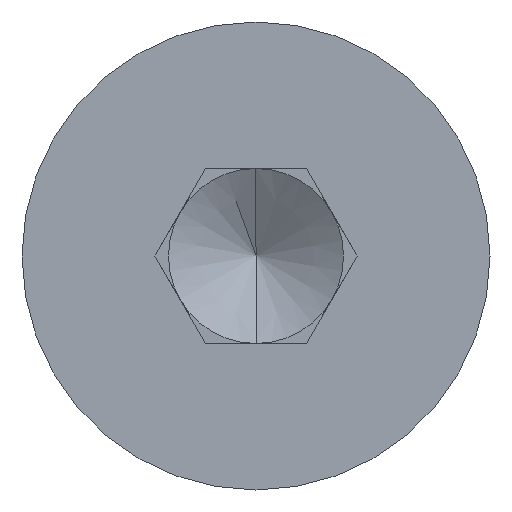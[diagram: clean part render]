
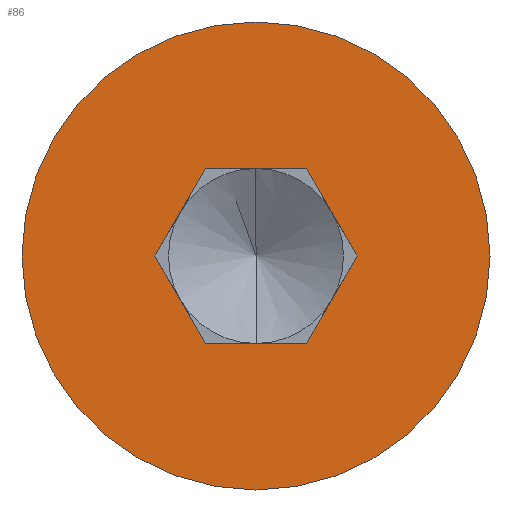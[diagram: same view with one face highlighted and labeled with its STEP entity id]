
A CAD part, left-side view. The second image highlights one B-rep face of the part: STEP entity #86.
In plain terms, the highlighted planar face has unit normal (-1, 0, 0).
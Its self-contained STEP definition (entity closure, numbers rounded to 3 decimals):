
#16 = AXIS2_PLACEMENT_3D ( 'NONE', #378, #487, #111 ) ;
#67 = DIRECTION ( 'NONE',  ( 0., 1., 0. ) ) ;
#78 = CARTESIAN_POINT ( 'NONE',  ( 0., -0.577, -1. ) ) ;
#79 = AXIS2_PLACEMENT_3D ( 'NONE', #318, #272, #160 ) ;
#84 = ORIENTED_EDGE ( 'NONE', *, *, #259, .T. ) ;
#86 = ADVANCED_FACE ( 'NONE', ( #240, #445 ), #454, .T. ) ;
#104 = CARTESIAN_POINT ( 'NONE',  ( 0., -0.577, 1. ) ) ;
#111 = DIRECTION ( 'NONE',  ( 0., 0., 1. ) ) ;
#121 = CARTESIAN_POINT ( 'NONE',  ( 0., 0.577, 1. ) ) ;
#135 = VERTEX_POINT ( 'NONE', #78 ) ;
#137 = DIRECTION ( 'NONE',  ( 0., 0., 1. ) ) ;
#150 = LINE ( 'NONE', #366, #598 ) ;
#154 = CARTESIAN_POINT ( 'NONE',  ( 0., 0.577, 1. ) ) ;
#155 = EDGE_LOOP ( 'NONE', ( #84, #316, #293, #635, #342, #650 ) ) ;
#160 = DIRECTION ( 'NONE',  ( 0., 0., 1. ) ) ;
#167 = DIRECTION ( 'NONE',  ( 0., -0.5, -0.866 ) ) ;
#170 = LINE ( 'NONE', #478, #278 ) ;
#183 = DIRECTION ( 'NONE',  ( -1., 0., 0. ) ) ;
#184 = VECTOR ( 'NONE', #167, 1000. ) ;
#195 = EDGE_CURVE ( 'NONE', #589, #261, #150, .T. ) ;
#209 = CARTESIAN_POINT ( 'NONE',  ( 0., -0.577, 1. ) ) ;
#217 = DIRECTION ( 'NONE',  ( 0., 0.5, -0.866 ) ) ;
#220 = LINE ( 'NONE', #433, #572 ) ;
#223 = DIRECTION ( 'NONE',  ( 0., -1., 0. ) ) ;
#236 = CIRCLE ( 'NONE', #16, 2.675 ) ;
#240 = FACE_OUTER_BOUND ( 'NONE', #534, .T. ) ;
#246 = EDGE_CURVE ( 'NONE', #577, #135, #170, .T. ) ;
#259 = EDGE_CURVE ( 'NONE', #301, #577, #652, .T. ) ;
#261 = VERTEX_POINT ( 'NONE', #376 ) ;
#268 = CARTESIAN_POINT ( 'NONE',  ( 0., 0.577, -1. ) ) ;
#272 = DIRECTION ( 'NONE',  ( -1., 0., 0. ) ) ;
#274 = CARTESIAN_POINT ( 'NONE',  ( 0., 0., 2.675 ) ) ;
#278 = VECTOR ( 'NONE', #217, 1000. ) ;
#293 = ORIENTED_EDGE ( 'NONE', *, *, #496, .T. ) ;
#297 = CIRCLE ( 'NONE', #79, 2.675 ) ;
#300 = EDGE_CURVE ( 'NONE', #642, #670, #297, .T. ) ;
#301 = VERTEX_POINT ( 'NONE', #209 ) ;
#304 = VERTEX_POINT ( 'NONE', #154 ) ;
#316 = ORIENTED_EDGE ( 'NONE', *, *, #246, .T. ) ;
#318 = CARTESIAN_POINT ( 'NONE',  ( 0., 0., 0. ) ) ;
#341 = CARTESIAN_POINT ( 'NONE',  ( 0., -0.577, -1. ) ) ;
#342 = ORIENTED_EDGE ( 'NONE', *, *, #343, .T. ) ;
#343 = EDGE_CURVE ( 'NONE', #261, #304, #220, .T. ) ;
#359 = CARTESIAN_POINT ( 'NONE',  ( 0., -1.155, 0. ) ) ;
#366 = CARTESIAN_POINT ( 'NONE',  ( 0., 0.577, -1. ) ) ;
#376 = CARTESIAN_POINT ( 'NONE',  ( 0., 1.155, 0. ) ) ;
#378 = CARTESIAN_POINT ( 'NONE',  ( 0., 0., 0. ) ) ;
#433 = CARTESIAN_POINT ( 'NONE',  ( 0., 1.155, 0. ) ) ;
#445 = FACE_BOUND ( 'NONE', #155, .T. ) ;
#454 = PLANE ( 'NONE',  #668 ) ;
#462 = DIRECTION ( 'NONE',  ( 0., 0.5, 0.866 ) ) ;
#478 = CARTESIAN_POINT ( 'NONE',  ( 0., -1.155, 0. ) ) ;
#487 = DIRECTION ( 'NONE',  ( -1., 0., 0. ) ) ;
#492 = VECTOR ( 'NONE', #67, 1000. ) ;
#496 = EDGE_CURVE ( 'NONE', #135, #589, #665, .T. ) ;
#534 = EDGE_LOOP ( 'NONE', ( #619, #566 ) ) ;
#566 = ORIENTED_EDGE ( 'NONE', *, *, #300, .T. ) ;
#572 = VECTOR ( 'NONE', #657, 1000. ) ;
#577 = VERTEX_POINT ( 'NONE', #359 ) ;
#589 = VERTEX_POINT ( 'NONE', #268 ) ;
#598 = VECTOR ( 'NONE', #462, 1000. ) ;
#602 = CARTESIAN_POINT ( 'NONE',  ( 0., 0., -2.675 ) ) ;
#619 = ORIENTED_EDGE ( 'NONE', *, *, #663, .T. ) ;
#622 = VECTOR ( 'NONE', #223, 1000. ) ;
#635 = ORIENTED_EDGE ( 'NONE', *, *, #195, .T. ) ;
#642 = VERTEX_POINT ( 'NONE', #602 ) ;
#650 = ORIENTED_EDGE ( 'NONE', *, *, #699, .T. ) ;
#652 = LINE ( 'NONE', #104, #184 ) ;
#655 = LINE ( 'NONE', #121, #622 ) ;
#657 = DIRECTION ( 'NONE',  ( 0., -0.5, 0.866 ) ) ;
#663 = EDGE_CURVE ( 'NONE', #670, #642, #236, .T. ) ;
#665 = LINE ( 'NONE', #341, #492 ) ;
#668 = AXIS2_PLACEMENT_3D ( 'NONE', #675, #183, #137 ) ;
#670 = VERTEX_POINT ( 'NONE', #274 ) ;
#675 = CARTESIAN_POINT ( 'NONE',  ( 0., 0., 0. ) ) ;
#699 = EDGE_CURVE ( 'NONE', #304, #301, #655, .T. ) ;
